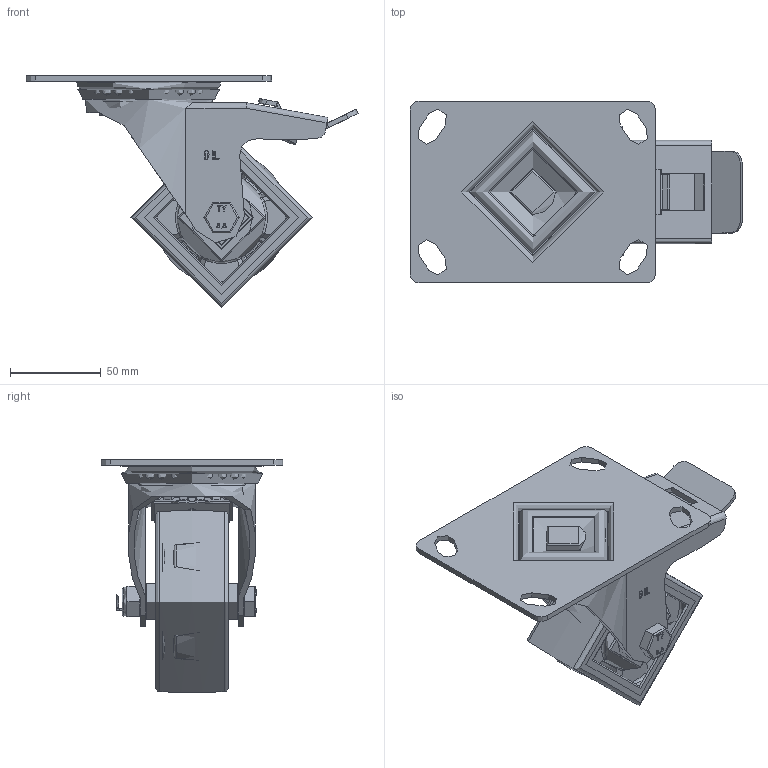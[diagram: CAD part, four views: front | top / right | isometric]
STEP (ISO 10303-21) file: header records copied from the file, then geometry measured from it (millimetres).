
FILE_DESCRIPTION(/* description */ (''),/* implementation_level */ '2;1');
FILE_NAME(/* name */ 'BZEH100XPNBJSWBLP.step',/* time_stamp */ '2025-06-11T17:05:05+01:00',/* author */ (''),/* organization */ (''),/* preprocessor_version */ 'ST-DEVELOPER v20.1',/* originating_system */ 'Autodesk Translation Framework v14.10.0.0',/* authorisation */ '');
FILE_SCHEMA (('AUTOMOTIVE_DESIGN { 1 0 10303 214 3 1 1 }'));
Products named in the file (36): BZEH100XPNBJSWBLP; BZEH100ASSWBLP v1; ZINC PLATED, PRESSED STEEL TOP PLATE; ZINC PLATED, PRESSED STEEL TOP PLATE Geometry; Pattern; Component2; ZINC PLATED, PRESSED STEEL FORKS; BEARING SEAL; ZINC PLATED, PRESSED STEEL BRAKE PEDAL; BRAKE PAD; BRAKE PAD Geometry; BRAKE BOLT; BZXH100WPNBJM15 v1; POLYURETHANE TYRE; NYLON RIM; BEARING 6202; Pattern (1); BEARING 6202 (1); Pattern (1) (1); Component1; METAL; METAL2; MIDDLE; RUBBER; RUBBER2; BEARING SPACER; TH15X5X10 - 3 v1; ZINC PLATED HEADED SPACER; TH15X5X10 - 3 v1 (1); ZINC PLATED HEADED SPACER (1); HEXBOLTM10X70Z8.8 v2; GRADE 8.8 THREADED ZINC PLATED BOLT; NYLOCM10Z v1; NYLOC NUT; RUBBER (1); NUT
Assembly tree (74 placements, depth 5):
  BZEH100XPNBJSWBLP
    BZEH100ASSWBLP v1
      ZINC PLATED, PRESSED STEEL TOP PLATE
        ZINC PLATED, PRESSED STEEL TOP PLATE Geometry
        Pattern
          Component2  x20
      ZINC PLATED, PRESSED STEEL FORKS
      BEARING SEAL
      ZINC PLATED, PRESSED STEEL BRAKE PEDAL
      BRAKE PAD
        BRAKE PAD Geometry
        BRAKE BOLT
    BZXH100WPNBJM15 v1
      POLYURETHANE TYRE
      NYLON RIM
      BEARING 6202
        METAL
        METAL2
        Pattern (1)
          Component1  x8
        MIDDLE
        RUBBER
        RUBBER2
      BEARING 6202 (1)
        Pattern (1) (1)
          Component1  x8
        METAL
        METAL2
        MIDDLE
        RUBBER
        RUBBER2
      BEARING SPACER
    TH15X5X10 - 3 v1
      ZINC PLATED HEADED SPACER
    TH15X5X10 - 3 v1 (1)
      ZINC PLATED HEADED SPACER (1)
    HEXBOLTM10X70Z8.8 v2
      GRADE 8.8 THREADED ZINC PLATED BOLT
    NYLOCM10Z v1
      NYLOC NUT
        RUBBER (1)
        NUT
Bounding box: 182.5 x 100 x 127.96 mm (x, y, z)
Volume: 350551.7 mm3; surface area: 181025.4 mm2
Topology: 60 solids, 60 shells, 1475 faces, 3650 edges, 2348 vertices
Faces by surface type: plane 596, bspline 443, cylinder 236, sphere 112, torus 77, cone 11
Full cylindrical faces by diameter (mm): 8 x2, 8.141 x18, 9.85 x19, 10 x3, 10.2 x2, 10.5 x2, 12 x2, 14.75 x2, 15 x2, 16 x3, 18 x2, 20 x10, 21 x1, 22 x1, 22.5 x4, 23 x4, 25 x2, 30 x10, 30.5 x4, 31 x8, 32 x2, 35 x4, 48 x2, 54 x1, 64 x1, 70 x1, 73 x2, 85 x2
Entity records: 68484 total; most frequent: CARTESIAN_POINT 42684, ORIENTED_EDGE 5400, DIRECTION 4634, EDGE_CURVE 2700, AXIS2_PLACEMENT_3D 1748, VERTEX_POINT 1722, EDGE_LOOP 1264, LINE 1138
